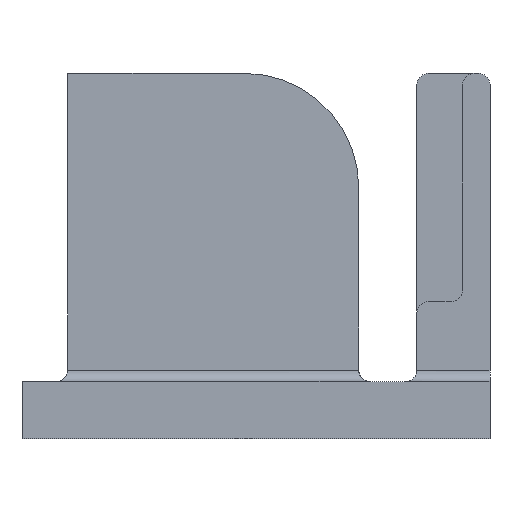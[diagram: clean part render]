
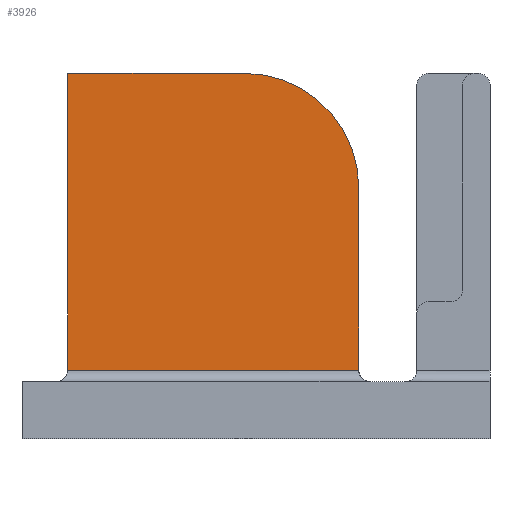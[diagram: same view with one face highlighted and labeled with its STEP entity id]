
A CAD part, left-side view. The second image highlights one B-rep face of the part: STEP entity #3926.
In plain terms, the highlighted planar face has unit normal (-1, 0, 0).
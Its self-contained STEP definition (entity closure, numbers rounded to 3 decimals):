
#1132 = CYLINDRICAL_SURFACE('',#1133,0.5);
#1133 = AXIS2_PLACEMENT_3D('',#1134,#1135,#1136);
#1134 = CARTESIAN_POINT('',(-2.5,0.,3.));
#1135 = DIRECTION('',(0.,1.,0.));
#1136 = DIRECTION('',(1.,0.,0.));
#2823 = VERTEX_POINT('',#2824);
#2824 = CARTESIAN_POINT('',(-2.,0.,3.));
#2874 = PLANE('',#2875);
#2875 = AXIS2_PLACEMENT_3D('',#2876,#2877,#2878);
#2876 = CARTESIAN_POINT('',(-3.,0.,16.));
#2877 = DIRECTION('',(0.,-1.,0.));
#2878 = DIRECTION('',(1.,0.,0.));
#2917 = VERTEX_POINT('',#2918);
#2918 = CARTESIAN_POINT('',(-2.,12.75,3.));
#2968 = PLANE('',#2969);
#2969 = AXIS2_PLACEMENT_3D('',#2970,#2971,#2972);
#2970 = CARTESIAN_POINT('',(14.25,12.75,0.));
#2971 = DIRECTION('',(0.,-1.,0.));
#2972 = DIRECTION('',(-1.,0.,0.));
#2986 = EDGE_CURVE('',#2823,#2917,#2987,.T.);
#2987 = SURFACE_CURVE('',#2988,(#2992,#2999),.PCURVE_S1.);
#2988 = LINE('',#2989,#2990);
#2989 = CARTESIAN_POINT('',(-2.,0.,3.));
#2990 = VECTOR('',#2991,1.);
#2991 = DIRECTION('',(0.,1.,0.));
#2992 = PCURVE('',#1132,#2993);
#2993 = DEFINITIONAL_REPRESENTATION('',(#2994),#2998);
#2994 = LINE('',#2995,#2996);
#2995 = CARTESIAN_POINT('',(0.,0.));
#2996 = VECTOR('',#2997,1.);
#2997 = DIRECTION('',(0.,1.));
#2998 = ( GEOMETRIC_REPRESENTATION_CONTEXT(2) 
PARAMETRIC_REPRESENTATION_CONTEXT() REPRESENTATION_CONTEXT('2D SPACE',''
  ) );
#2999 = PCURVE('',#3000,#3005);
#3000 = PLANE('',#3001);
#3001 = AXIS2_PLACEMENT_3D('',#3002,#3003,#3004);
#3002 = CARTESIAN_POINT('',(-2.,12.75,0.));
#3003 = DIRECTION('',(1.,0.,0.));
#3004 = DIRECTION('',(0.,-1.,0.));
#3005 = DEFINITIONAL_REPRESENTATION('',(#3006),#3010);
#3006 = LINE('',#3007,#3008);
#3007 = CARTESIAN_POINT('',(12.75,-3.));
#3008 = VECTOR('',#3009,1.);
#3009 = DIRECTION('',(-1.,0.));
#3010 = ( GEOMETRIC_REPRESENTATION_CONTEXT(2) 
PARAMETRIC_REPRESENTATION_CONTEXT() REPRESENTATION_CONTEXT('2D SPACE',''
  ) );
#3079 = PLANE('',#3080);
#3080 = AXIS2_PLACEMENT_3D('',#3081,#3082,#3083);
#3081 = CARTESIAN_POINT('',(14.25,-5.75,16.));
#3082 = DIRECTION('',(0.,0.,-1.));
#3083 = DIRECTION('',(-1.,0.,0.));
#3213 = CYLINDRICAL_SURFACE('',#3214,5.);
#3214 = AXIS2_PLACEMENT_3D('',#3215,#3216,#3217);
#3215 = CARTESIAN_POINT('',(-2.,5.,11.));
#3216 = DIRECTION('',(1.,0.,0.));
#3217 = DIRECTION('',(0.,0.,1.));
#3834 = EDGE_CURVE('',#3835,#2823,#3837,.T.);
#3835 = VERTEX_POINT('',#3836);
#3836 = CARTESIAN_POINT('',(-2.,0.,11.));
#3837 = SURFACE_CURVE('',#3838,(#3842,#3848),.PCURVE_S1.);
#3838 = LINE('',#3839,#3840);
#3839 = CARTESIAN_POINT('',(-2.,0.,8.));
#3840 = VECTOR('',#3841,1.);
#3841 = DIRECTION('',(0.,0.,-1.));
#3842 = PCURVE('',#2874,#3843);
#3843 = DEFINITIONAL_REPRESENTATION('',(#3844),#3847);
#3844 = B_SPLINE_CURVE_WITH_KNOTS('',1,(#3845,#3846),.UNSPECIFIED.,.F.,
  .F.,(2,2),(-9.35,6.85),.PIECEWISE_BEZIER_KNOTS.);
#3845 = CARTESIAN_POINT('',(1.,1.35));
#3846 = CARTESIAN_POINT('',(1.,-14.85));
#3847 = ( GEOMETRIC_REPRESENTATION_CONTEXT(2) 
PARAMETRIC_REPRESENTATION_CONTEXT() REPRESENTATION_CONTEXT('2D SPACE',''
  ) );
#3848 = PCURVE('',#3000,#3849);
#3849 = DEFINITIONAL_REPRESENTATION('',(#3850),#3853);
#3850 = B_SPLINE_CURVE_WITH_KNOTS('',1,(#3851,#3852),.UNSPECIFIED.,.F.,
  .F.,(2,2),(-9.35,6.85),.PIECEWISE_BEZIER_KNOTS.);
#3851 = CARTESIAN_POINT('',(12.75,-17.35));
#3852 = CARTESIAN_POINT('',(12.75,-1.15));
#3853 = ( GEOMETRIC_REPRESENTATION_CONTEXT(2) 
PARAMETRIC_REPRESENTATION_CONTEXT() REPRESENTATION_CONTEXT('2D SPACE',''
  ) );
#3881 = EDGE_CURVE('',#2917,#3882,#3884,.T.);
#3882 = VERTEX_POINT('',#3883);
#3883 = CARTESIAN_POINT('',(-2.,12.75,16.));
#3884 = SURFACE_CURVE('',#3885,(#3889,#3896),.PCURVE_S1.);
#3885 = LINE('',#3886,#3887);
#3886 = CARTESIAN_POINT('',(-2.,12.75,0.));
#3887 = VECTOR('',#3888,1.);
#3888 = DIRECTION('',(0.,0.,1.));
#3889 = PCURVE('',#2968,#3890);
#3890 = DEFINITIONAL_REPRESENTATION('',(#3891),#3895);
#3891 = LINE('',#3892,#3893);
#3892 = CARTESIAN_POINT('',(16.25,0.));
#3893 = VECTOR('',#3894,1.);
#3894 = DIRECTION('',(0.,-1.));
#3895 = ( GEOMETRIC_REPRESENTATION_CONTEXT(2) 
PARAMETRIC_REPRESENTATION_CONTEXT() REPRESENTATION_CONTEXT('2D SPACE',''
  ) );
#3896 = PCURVE('',#3000,#3897);
#3897 = DEFINITIONAL_REPRESENTATION('',(#3898),#3902);
#3898 = LINE('',#3899,#3900);
#3899 = CARTESIAN_POINT('',(0.,0.));
#3900 = VECTOR('',#3901,1.);
#3901 = DIRECTION('',(0.,-1.));
#3902 = ( GEOMETRIC_REPRESENTATION_CONTEXT(2) 
PARAMETRIC_REPRESENTATION_CONTEXT() REPRESENTATION_CONTEXT('2D SPACE',''
  ) );
#3926 = ADVANCED_FACE('',(#3927),#3000,.F.);
#3927 = FACE_BOUND('',#3928,.F.);
#3928 = EDGE_LOOP('',(#3929,#3930,#3931,#3932,#3955));
#3929 = ORIENTED_EDGE('',*,*,#3834,.T.);
#3930 = ORIENTED_EDGE('',*,*,#2986,.T.);
#3931 = ORIENTED_EDGE('',*,*,#3881,.T.);
#3932 = ORIENTED_EDGE('',*,*,#3933,.T.);
#3933 = EDGE_CURVE('',#3882,#3934,#3936,.T.);
#3934 = VERTEX_POINT('',#3935);
#3935 = CARTESIAN_POINT('',(-2.,5.,16.));
#3936 = SURFACE_CURVE('',#3937,(#3941,#3948),.PCURVE_S1.);
#3937 = LINE('',#3938,#3939);
#3938 = CARTESIAN_POINT('',(-2.,12.75,16.));
#3939 = VECTOR('',#3940,1.);
#3940 = DIRECTION('',(0.,-1.,0.));
#3941 = PCURVE('',#3000,#3942);
#3942 = DEFINITIONAL_REPRESENTATION('',(#3943),#3947);
#3943 = LINE('',#3944,#3945);
#3944 = CARTESIAN_POINT('',(0.,-16.));
#3945 = VECTOR('',#3946,1.);
#3946 = DIRECTION('',(1.,0.));
#3947 = ( GEOMETRIC_REPRESENTATION_CONTEXT(2) 
PARAMETRIC_REPRESENTATION_CONTEXT() REPRESENTATION_CONTEXT('2D SPACE',''
  ) );
#3948 = PCURVE('',#3079,#3949);
#3949 = DEFINITIONAL_REPRESENTATION('',(#3950),#3954);
#3950 = LINE('',#3951,#3952);
#3951 = CARTESIAN_POINT('',(16.25,18.5));
#3952 = VECTOR('',#3953,1.);
#3953 = DIRECTION('',(0.,-1.));
#3954 = ( GEOMETRIC_REPRESENTATION_CONTEXT(2) 
PARAMETRIC_REPRESENTATION_CONTEXT() REPRESENTATION_CONTEXT('2D SPACE',''
  ) );
#3955 = ORIENTED_EDGE('',*,*,#3956,.T.);
#3956 = EDGE_CURVE('',#3934,#3835,#3957,.T.);
#3957 = SURFACE_CURVE('',#3958,(#3963,#3970),.PCURVE_S1.);
#3958 = CIRCLE('',#3959,5.);
#3959 = AXIS2_PLACEMENT_3D('',#3960,#3961,#3962);
#3960 = CARTESIAN_POINT('',(-2.,5.,11.));
#3961 = DIRECTION('',(1.,0.,-0.));
#3962 = DIRECTION('',(0.,0.,1.));
#3963 = PCURVE('',#3000,#3964);
#3964 = DEFINITIONAL_REPRESENTATION('',(#3965),#3969);
#3965 = CIRCLE('',#3966,5.);
#3966 = AXIS2_PLACEMENT_2D('',#3967,#3968);
#3967 = CARTESIAN_POINT('',(7.75,-11.));
#3968 = DIRECTION('',(0.,-1.));
#3969 = ( GEOMETRIC_REPRESENTATION_CONTEXT(2) 
PARAMETRIC_REPRESENTATION_CONTEXT() REPRESENTATION_CONTEXT('2D SPACE',''
  ) );
#3970 = PCURVE('',#3213,#3971);
#3971 = DEFINITIONAL_REPRESENTATION('',(#3972),#3976);
#3972 = LINE('',#3973,#3974);
#3973 = CARTESIAN_POINT('',(0.,0.));
#3974 = VECTOR('',#3975,1.);
#3975 = DIRECTION('',(1.,0.));
#3976 = ( GEOMETRIC_REPRESENTATION_CONTEXT(2) 
PARAMETRIC_REPRESENTATION_CONTEXT() REPRESENTATION_CONTEXT('2D SPACE',''
  ) );
